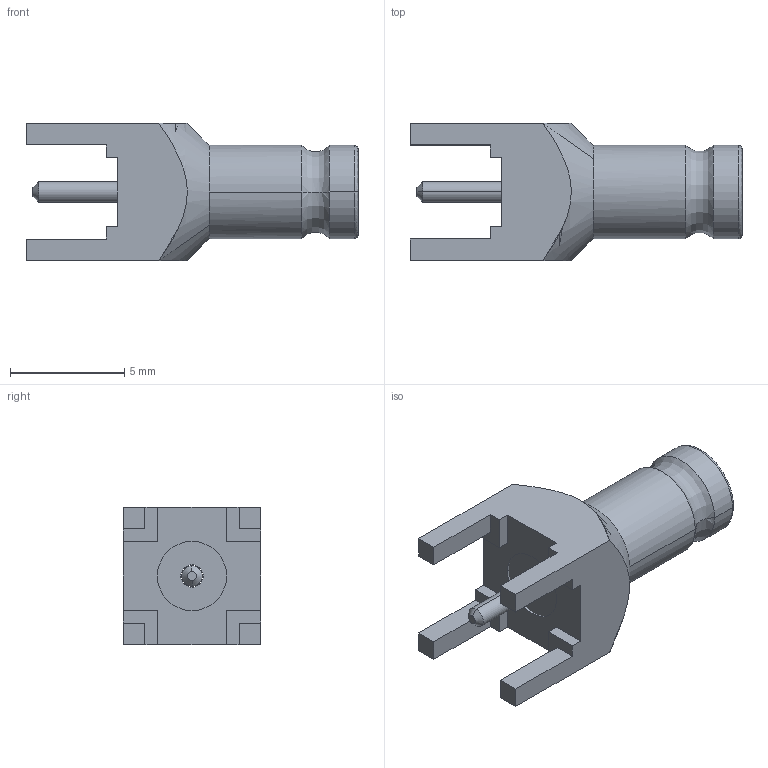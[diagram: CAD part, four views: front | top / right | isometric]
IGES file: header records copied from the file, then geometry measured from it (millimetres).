
Start section:  PTC IGES file: 102-692-01.igs
Global section: file name: 102-692-01.igs; native system: Pro/ENGINEER by Parametric Technology Corporation; preprocessor: 2010280; author: Admin; organization: Unknown; date: 20111121.142953; units: millimetre
Bounding box: 14.5 x 5.99 x 5.99 mm (x, y, z)
Surface area: 413.4 mm2 (no closed solid volume)
Topology: 0 solids, 0 shells, 62 faces, 312 edges, 312 vertices
Faces by surface type: bspline 36, revolution 26
